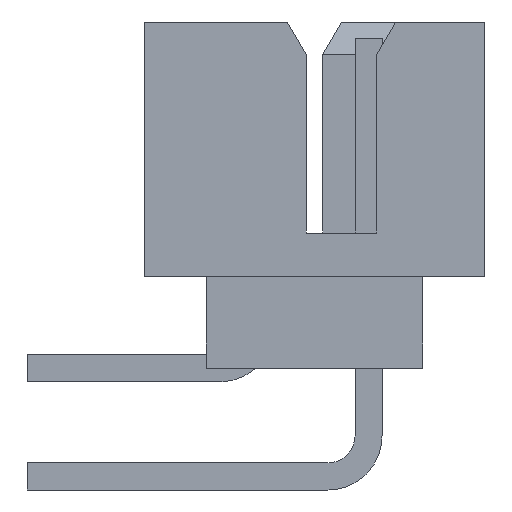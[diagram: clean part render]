
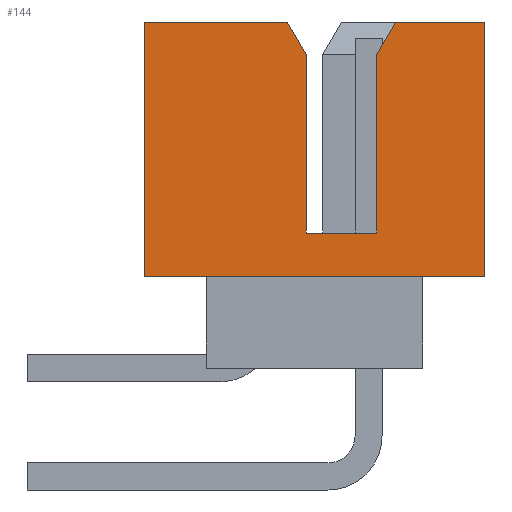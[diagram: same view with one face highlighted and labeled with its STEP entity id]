
A CAD part, left-side view. The second image highlights one B-rep face of the part: STEP entity #144.
In plain terms, the highlighted planar face has unit normal (-1, 0, 0).
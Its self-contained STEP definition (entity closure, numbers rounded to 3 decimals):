
#144=ADVANCED_FACE('',(#532),#347,.T.);
#347=PLANE('',#4026);
#532=FACE_OUTER_BOUND('',#751,.T.);
#751=EDGE_LOOP('',(#1267,#1268,#1269,#1270,#1271,#1272,#1273,#1274,#1275,
#1276));
#1267=ORIENTED_EDGE('',*,*,#2661,.F.);
#1268=ORIENTED_EDGE('',*,*,#2660,.T.);
#1269=ORIENTED_EDGE('',*,*,#2655,.F.);
#1270=ORIENTED_EDGE('',*,*,#2653,.F.);
#1271=ORIENTED_EDGE('',*,*,#2662,.T.);
#1272=ORIENTED_EDGE('',*,*,#2398,.T.);
#1273=ORIENTED_EDGE('',*,*,#2663,.F.);
#1274=ORIENTED_EDGE('',*,*,#2664,.F.);
#1275=ORIENTED_EDGE('',*,*,#2572,.F.);
#1276=ORIENTED_EDGE('',*,*,#2665,.F.);
#2032=VERTEX_POINT('',#5243);
#2033=VERTEX_POINT('',#5245);
#2168=VERTEX_POINT('',#5589);
#2169=VERTEX_POINT('',#5591);
#2238=VERTEX_POINT('',#5745);
#2239=VERTEX_POINT('',#5747);
#2240=VERTEX_POINT('',#5751);
#2241=VERTEX_POINT('',#5755);
#2242=VERTEX_POINT('',#5761);
#2243=VERTEX_POINT('',#5764);
#2398=EDGE_CURVE('',#2033,#2032,#2951,.T.);
#2572=EDGE_CURVE('',#2168,#2169,#3125,.T.);
#2653=EDGE_CURVE('',#2238,#2239,#3206,.T.);
#2655=EDGE_CURVE('',#2239,#2240,#3208,.T.);
#2660=EDGE_CURVE('',#2241,#2240,#3213,.T.);
#2661=EDGE_CURVE('',#2241,#2242,#3214,.T.);
#2662=EDGE_CURVE('',#2238,#2033,#3215,.T.);
#2663=EDGE_CURVE('',#2243,#2032,#3216,.T.);
#2664=EDGE_CURVE('',#2169,#2243,#3217,.T.);
#2665=EDGE_CURVE('',#2242,#2168,#3218,.T.);
#2951=LINE('',#5244,#3474);
#3125=LINE('',#5590,#3648);
#3206=LINE('',#5746,#3729);
#3208=LINE('',#5750,#3731);
#3213=LINE('',#5758,#3736);
#3214=LINE('',#5760,#3737);
#3215=LINE('',#5762,#3738);
#3216=LINE('',#5763,#3739);
#3217=LINE('',#5765,#3740);
#3218=LINE('',#5766,#3741);
#3474=VECTOR('',#4237,1.);
#3648=VECTOR('',#4483,1.);
#3729=VECTOR('',#4574,1.);
#3731=VECTOR('',#4578,1.);
#3736=VECTOR('',#4585,1.);
#3737=VECTOR('',#4588,1.);
#3738=VECTOR('',#4589,1.);
#3739=VECTOR('',#4590,1.);
#3740=VECTOR('',#4591,1.);
#3741=VECTOR('',#4592,1.);
#4026=AXIS2_PLACEMENT_3D('',#5767,#4593,#4594);
#4237=DIRECTION('',(0.,1.,0.));
#4483=DIRECTION('',(0.,-1.,0.));
#4574=DIRECTION('',(0.,1.,0.));
#4578=DIRECTION('',(0.,0.,1.));
#4585=DIRECTION('',(0.,1.,0.));
#4588=DIRECTION('',(0.,-0.504,-0.864));
#4589=DIRECTION('',(0.,0.,1.));
#4590=DIRECTION('',(0.,-0.504,0.864));
#4591=DIRECTION('',(0.,0.,1.));
#4592=DIRECTION('',(0.,0.,-1.));
#4593=DIRECTION('',(-1.,0.,0.));
#4594=DIRECTION('',(0.,0.,1.));
#5243=CARTESIAN_POINT('',(-6.325,-1.5,6.4));
#5244=CARTESIAN_POINT('',(-6.325,3.15,6.4));
#5245=CARTESIAN_POINT('',(-6.325,-3.15,6.4));
#5589=CARTESIAN_POINT('',(-6.325,0.15,2.5));
#5590=CARTESIAN_POINT('',(-6.325,3.15,2.5));
#5591=CARTESIAN_POINT('',(-6.325,-1.15,2.5));
#5745=CARTESIAN_POINT('',(-6.325,-3.15,1.7));
#5746=CARTESIAN_POINT('',(-6.325,-3.15,1.7));
#5747=CARTESIAN_POINT('',(-6.325,3.15,1.7));
#5750=CARTESIAN_POINT('',(-6.325,3.15,6.4));
#5751=CARTESIAN_POINT('',(-6.325,3.15,6.4));
#5755=CARTESIAN_POINT('',(-6.325,0.5,6.4));
#5758=CARTESIAN_POINT('',(-6.325,3.15,6.4));
#5760=CARTESIAN_POINT('',(-6.325,1.173,7.553));
#5761=CARTESIAN_POINT('',(-6.325,0.15,5.8));
#5762=CARTESIAN_POINT('',(-6.325,-3.15,6.4));
#5763=CARTESIAN_POINT('',(-6.325,-0.319,4.376));
#5764=CARTESIAN_POINT('',(-6.325,-1.15,5.8));
#5765=CARTESIAN_POINT('',(-6.325,-1.15,6.4));
#5766=CARTESIAN_POINT('',(-6.325,0.15,6.4));
#5767=CARTESIAN_POINT('',(-6.325,3.15,6.4));
